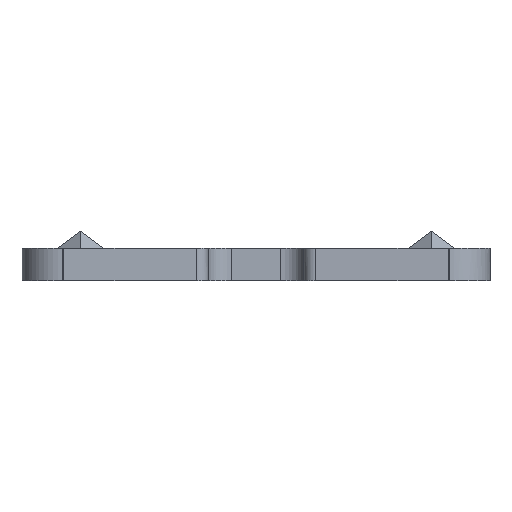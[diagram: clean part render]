
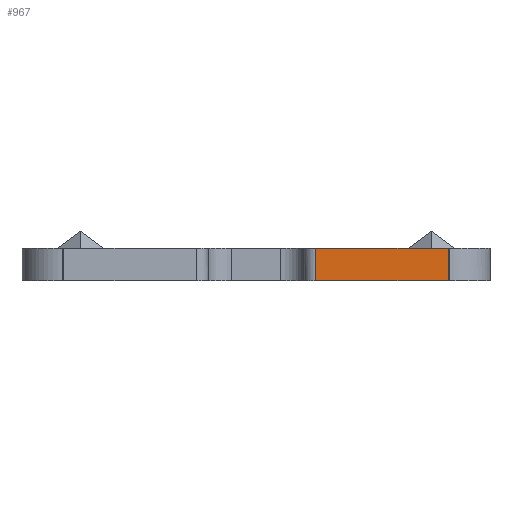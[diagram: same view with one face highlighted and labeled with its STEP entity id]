
A CAD part, front view. The second image highlights one B-rep face of the part: STEP entity #967.
In plain terms, the highlighted planar face has unit normal (-0.019, -1, 0).
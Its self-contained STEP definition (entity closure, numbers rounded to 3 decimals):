
#108=FACE_OUTER_BOUND('',#160,.T.);
#160=EDGE_LOOP('',(#764,#765,#766,#767));
#261=LINE('',#1662,#367);
#263=LINE('',#1666,#369);
#264=LINE('',#1668,#370);
#265=LINE('',#1669,#371);
#367=VECTOR('',#1182,2.77);
#369=VECTOR('',#1186,11.358);
#370=VECTOR('',#1187,2.77);
#371=VECTOR('',#1188,11.358);
#460=VERTEX_POINT('',#1659);
#461=VERTEX_POINT('',#1661);
#462=VERTEX_POINT('',#1665);
#463=VERTEX_POINT('',#1667);
#585=EDGE_CURVE('',#460,#461,#261,.T.);
#587=EDGE_CURVE('',#460,#462,#263,.T.);
#588=EDGE_CURVE('',#462,#463,#264,.T.);
#589=EDGE_CURVE('',#463,#461,#265,.T.);
#764=ORIENTED_EDGE('',*,*,#587,.T.);
#765=ORIENTED_EDGE('',*,*,#588,.T.);
#766=ORIENTED_EDGE('',*,*,#589,.T.);
#767=ORIENTED_EDGE('',*,*,#585,.F.);
#920=PLANE('',#1016);
#967=ADVANCED_FACE('',(#108),#920,.T.);
#1016=AXIS2_PLACEMENT_3D('',#1664,#1184,#1185);
#1182=DIRECTION('',(0.,0.,-1.));
#1184=DIRECTION('center_axis',(-0.019,-1.,0.));
#1185=DIRECTION('ref_axis',(0.,0.,-1.));
#1186=DIRECTION('',(-1.,0.019,0.));
#1187=DIRECTION('',(0.,0.,-1.));
#1188=DIRECTION('',(1.,-0.019,0.));
#1659=CARTESIAN_POINT('',(246.363,289.889,2.77));
#1661=CARTESIAN_POINT('',(246.363,289.889,0.));
#1662=CARTESIAN_POINT('',(246.363,289.889,2.77));
#1664=CARTESIAN_POINT('Origin',(240.685,289.997,1.385));
#1665=CARTESIAN_POINT('',(235.007,290.104,2.77));
#1666=CARTESIAN_POINT('',(246.363,289.889,2.77));
#1667=CARTESIAN_POINT('',(235.007,290.104,0.));
#1668=CARTESIAN_POINT('',(235.007,290.104,2.77));
#1669=CARTESIAN_POINT('',(235.007,290.104,0.));
